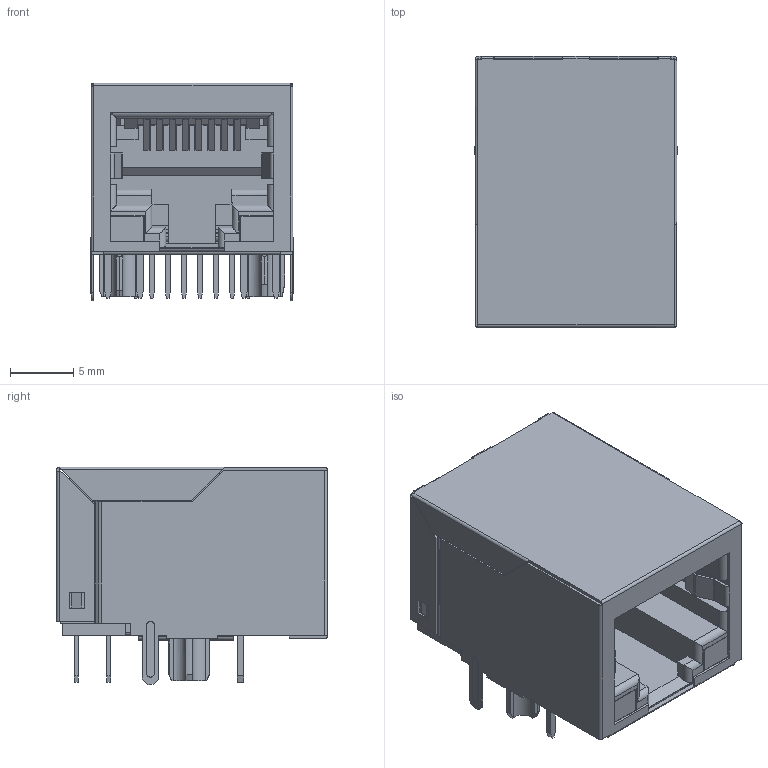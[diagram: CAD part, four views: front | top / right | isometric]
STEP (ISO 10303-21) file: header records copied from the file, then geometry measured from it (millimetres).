
FILE_DESCRIPTION(('CATIA V5R22 STEP214','CAx-IF Rec.Pracs.--- Model Styling and Organization---1.4--- 2014-01-23'),'2;1');
FILE_NAME ('D1565113_0_2862920000_2862920000.stp','2023-03-01T10:46:30+00:00',('none'),('Weidmueller'),'CATIA Version 5-6 Release 2016 SP3 HF44','CATIA V5 STEP AP214','none');
FILE_SCHEMA(('AUTOMOTIVE_DESIGN { 1 0 10303 214 1 1 1 1 }'));
Products named in the file (1): 2862920000
Bounding box: 16 x 21.35 x 17.15 mm (x, y, z)
Volume: 1912.6 mm3; surface area: 5936 mm2
Topology: 1 solids, 1 shells, 1609 faces, 5061 edges, 3415 vertices
Faces by surface type: plane 1289, cylinder 306, cone 12, bspline 2
Entity records: 57303 total; most frequent: CARTESIAN_POINT 12903, ORIENTED_EDGE 10122, DIRECTION 7861, EDGE_CURVE 5061, VECTOR 4116, LINE 4116, VERTEX_POINT 3415, AXIS2_PLACEMENT_3D 2141
